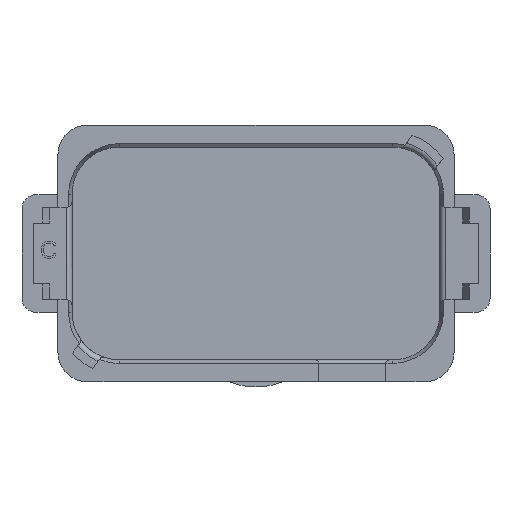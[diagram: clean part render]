
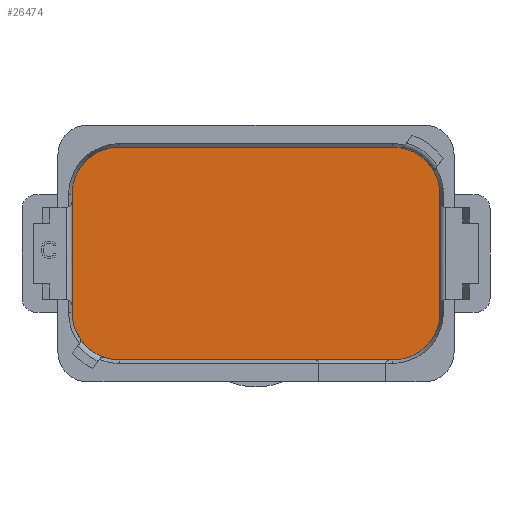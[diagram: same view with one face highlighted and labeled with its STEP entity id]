
A CAD part, front view. The second image highlights one B-rep face of the part: STEP entity #26474.
In plain terms, the highlighted planar face has unit normal (0, -1, 0).
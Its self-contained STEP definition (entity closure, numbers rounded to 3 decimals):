
#1669=CARTESIAN_POINT('',(-11.8,24.5,-5.1));
#1670=DIRECTION('',(0.,-1.,0.));
#1671=DIRECTION('',(-1.,0.,0.));
#1672=AXIS2_PLACEMENT_3D('',#1669,#1670,#1671);
#1674=DIRECTION('',(0.,0.,-1.));
#1675=VECTOR('',#1674,10.2);
#1676=CARTESIAN_POINT('',(-15.9,24.5,5.1));
#1677=LINE('',#1676,#1675);
#1678=CARTESIAN_POINT('',(-11.8,24.5,5.1));
#1679=DIRECTION('',(0.,-1.,0.));
#1680=DIRECTION('',(0.,0.,1.));
#1681=AXIS2_PLACEMENT_3D('',#1678,#1679,#1680);
#1683=DIRECTION('',(-1.,0.,0.));
#1684=VECTOR('',#1683,23.6);
#1685=CARTESIAN_POINT('',(11.8,24.5,9.2));
#1686=LINE('',#1685,#1684);
#1687=CARTESIAN_POINT('',(11.8,24.5,5.1));
#1688=DIRECTION('',(0.,-1.,0.));
#1689=DIRECTION('',(1.,0.,0.));
#1690=AXIS2_PLACEMENT_3D('',#1687,#1688,#1689);
#1692=DIRECTION('',(0.,0.,1.));
#1693=VECTOR('',#1692,10.2);
#1694=CARTESIAN_POINT('',(15.9,24.5,-5.1));
#1695=LINE('',#1694,#1693);
#1696=CARTESIAN_POINT('',(11.8,24.5,-5.1));
#1697=DIRECTION('',(0.,-1.,0.));
#1698=DIRECTION('',(0.,0.,-1.));
#1699=AXIS2_PLACEMENT_3D('',#1696,#1697,#1698);
#1701=DIRECTION('',(1.,0.,0.));
#1702=VECTOR('',#1701,23.6);
#1703=CARTESIAN_POINT('',(-11.8,24.5,-9.2));
#1704=LINE('',#1703,#1702);
#18984=CARTESIAN_POINT('',(-15.9,24.5,-5.1));
#18985=CARTESIAN_POINT('',(-11.8,24.5,-9.2));
#18986=VERTEX_POINT('',#18984);
#18987=VERTEX_POINT('',#18985);
#18988=CARTESIAN_POINT('',(11.8,24.5,-9.2));
#18989=CARTESIAN_POINT('',(15.9,24.5,-5.1));
#18990=VERTEX_POINT('',#18988);
#18991=VERTEX_POINT('',#18989);
#18992=CARTESIAN_POINT('',(15.9,24.5,5.1));
#18993=CARTESIAN_POINT('',(11.8,24.5,9.2));
#18994=VERTEX_POINT('',#18992);
#18995=VERTEX_POINT('',#18993);
#18996=CARTESIAN_POINT('',(-11.8,24.5,9.2));
#18997=CARTESIAN_POINT('',(-15.9,24.5,5.1));
#18998=VERTEX_POINT('',#18996);
#18999=VERTEX_POINT('',#18997);
#26456=CARTESIAN_POINT('',(0.,24.5,0.));
#26457=DIRECTION('',(0.,-1.,0.));
#26458=DIRECTION('',(-1.,0.,0.));
#26459=AXIS2_PLACEMENT_3D('',#26456,#26457,#26458);
#26460=PLANE('',#26459);
#26461=ORIENTED_EDGE('',*,*,#26320,.F.);
#26462=ORIENTED_EDGE('',*,*,#26067,.F.);
#26464=ORIENTED_EDGE('',*,*,#26463,.F.);
#26466=ORIENTED_EDGE('',*,*,#26465,.F.);
#26467=ORIENTED_EDGE('',*,*,#26178,.F.);
#26468=ORIENTED_EDGE('',*,*,#24901,.F.);
#26470=ORIENTED_EDGE('',*,*,#26469,.F.);
#26471=ORIENTED_EDGE('',*,*,#24732,.F.);
#26472=EDGE_LOOP('',(#26461,#26462,#26464,#26466,#26467,#26468,#26470,#26471));
#26473=FACE_OUTER_BOUND('',#26472,.F.);
#26474=ADVANCED_FACE('',(#26473),#26460,.T.);
#1673=CIRCLE('',#1672,4.1);
#1682=CIRCLE('',#1681,4.1);
#1691=CIRCLE('',#1690,4.1);
#1700=CIRCLE('',#1699,4.1);
#24732=EDGE_CURVE('',#18987,#18990,#1704,.T.);
#24901=EDGE_CURVE('',#18991,#18994,#1695,.T.);
#26067=EDGE_CURVE('',#18999,#18986,#1677,.T.);
#26178=EDGE_CURVE('',#18994,#18995,#1691,.T.);
#26320=EDGE_CURVE('',#18986,#18987,#1673,.T.);
#26463=EDGE_CURVE('',#18998,#18999,#1682,.T.);
#26465=EDGE_CURVE('',#18995,#18998,#1686,.T.);
#26469=EDGE_CURVE('',#18990,#18991,#1700,.T.);
